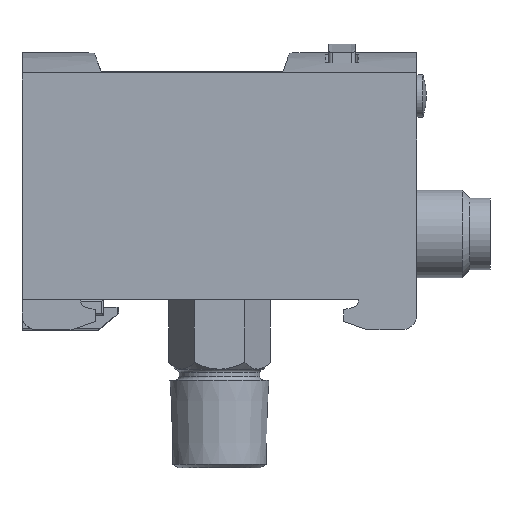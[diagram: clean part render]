
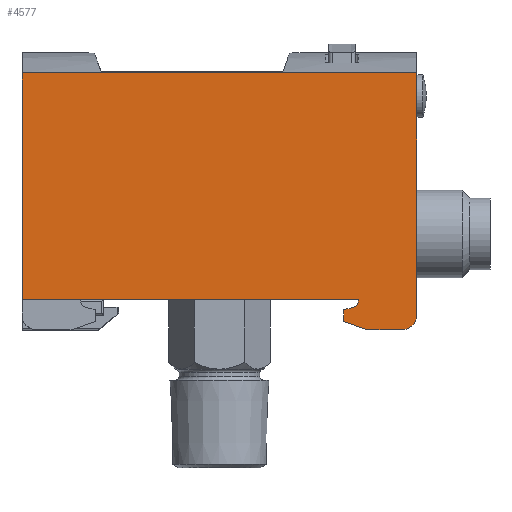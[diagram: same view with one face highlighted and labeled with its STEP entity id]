
A CAD part, left-side view. The second image highlights one B-rep face of the part: STEP entity #4577.
In plain terms, the highlighted planar face has unit normal (-1, 0, 0).
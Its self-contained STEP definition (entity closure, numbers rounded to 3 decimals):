
#159=PLANE('',#4875);
#227=LINE('',#6066,#539);
#245=LINE('',#6105,#557);
#369=LINE('',#6643,#681);
#372=LINE('',#6649,#684);
#375=LINE('',#6655,#687);
#378=LINE('',#6661,#690);
#380=LINE('',#6667,#692);
#402=LINE('',#6740,#714);
#539=VECTOR('',#5063,1000.);
#557=VECTOR('',#5085,1000.);
#681=VECTOR('',#5487,1000.);
#684=VECTOR('',#5492,1000.);
#687=VECTOR('',#5497,1000.);
#690=VECTOR('',#5502,1000.);
#692=VECTOR('',#5512,1000.);
#714=VECTOR('',#5596,1000.);
#1350=ORIENTED_EDGE('',*,*,#1828,.F.);
#1351=ORIENTED_EDGE('',*,*,#2083,.F.);
#1352=ORIENTED_EDGE('',*,*,#2084,.F.);
#1353=ORIENTED_EDGE('',*,*,#2036,.F.);
#1354=ORIENTED_EDGE('',*,*,#2039,.F.);
#1355=ORIENTED_EDGE('',*,*,#2042,.F.);
#1356=ORIENTED_EDGE('',*,*,#2045,.T.);
#1357=ORIENTED_EDGE('',*,*,#2047,.T.);
#1358=ORIENTED_EDGE('',*,*,#1809,.T.);
#1359=ORIENTED_EDGE('',*,*,#2049,.F.);
#1809=EDGE_CURVE('',#2283,#2282,#227,.T.);
#1828=EDGE_CURVE('',#2301,#2302,#245,.T.);
#2036=EDGE_CURVE('',#2449,#2447,#369,.T.);
#2039=EDGE_CURVE('',#2451,#2449,#372,.T.);
#2042=EDGE_CURVE('',#2453,#2451,#375,.T.);
#2045=EDGE_CURVE('',#2453,#2455,#378,.T.);
#2047=EDGE_CURVE('',#2455,#2283,#2655,.F.);
#2049=EDGE_CURVE('',#2302,#2282,#380,.T.);
#2083=EDGE_CURVE('',#2476,#2301,#402,.T.);
#2084=EDGE_CURVE('',#2447,#2476,#2668,.F.);
#2282=VERTEX_POINT('',#6065);
#2283=VERTEX_POINT('',#6067);
#2301=VERTEX_POINT('',#6104);
#2302=VERTEX_POINT('',#6106);
#2447=VERTEX_POINT('',#6638);
#2449=VERTEX_POINT('',#6642);
#2451=VERTEX_POINT('',#6648);
#2453=VERTEX_POINT('',#6654);
#2455=VERTEX_POINT('',#6660);
#2476=VERTEX_POINT('',#6741);
#2655=CIRCLE('',#4843,2.);
#2668=CIRCLE('',#4876,1.1);
#2855=EDGE_LOOP('',(#1350,#1351,#1352,#1353,#1354,#1355,#1356,#1357,#1358,
#1359));
#3119=FACE_BOUND('',#2855,.T.);
#4577=ADVANCED_FACE('',(#3119),#159,.F.);
#4843=AXIS2_PLACEMENT_3D('',#6664,#5507,#5508);
#4875=AXIS2_PLACEMENT_3D('',#6739,#5594,#5595);
#4876=AXIS2_PLACEMENT_3D('',#6742,#5597,#5598);
#5063=DIRECTION('',(0.,0.,1.));
#5085=DIRECTION('',(0.,0.,1.));
#5487=DIRECTION('',(0.,-0.966,0.259));
#5492=DIRECTION('',(0.,0.,1.));
#5497=DIRECTION('',(0.,0.94,0.342));
#5502=DIRECTION('',(0.,-1.,0.));
#5507=DIRECTION('',(1.,0.,0.));
#5508=DIRECTION('',(0.,0.,-1.));
#5512=DIRECTION('',(0.,-1.,0.));
#5594=DIRECTION('',(1.,0.,0.));
#5595=DIRECTION('',(0.,0.,-1.));
#5596=DIRECTION('',(0.,1.,0.));
#5597=DIRECTION('',(1.,0.,0.));
#5598=DIRECTION('',(0.,0.,-1.));
#6065=CARTESIAN_POINT('',(-16.,0.,16.105));
#6066=CARTESIAN_POINT('',(-16.,0.,-19.));
#6067=CARTESIAN_POINT('',(-16.,0.,-17.));
#6104=CARTESIAN_POINT('',(-16.,54.,-14.9));
#6105=CARTESIAN_POINT('',(-16.,54.,-19.));
#6106=CARTESIAN_POINT('',(-16.,54.,16.105));
#6638=CARTESIAN_POINT('',(-16.,8.563,-15.895));
#6642=CARTESIAN_POINT('',(-16.,10.,-16.28));
#6643=CARTESIAN_POINT('',(-16.,51.733,-27.462));
#6648=CARTESIAN_POINT('',(-16.,10.,-17.85));
#6649=CARTESIAN_POINT('',(-16.,10.,-19.));
#6654=CARTESIAN_POINT('',(-16.,6.84,-19.));
#6655=CARTESIAN_POINT('',(-16.,48.483,-3.843));
#6660=CARTESIAN_POINT('',(-16.,2.,-19.));
#6661=CARTESIAN_POINT('',(-16.,54.,-19.));
#6664=CARTESIAN_POINT('',(-16.,2.,-17.));
#6667=CARTESIAN_POINT('',(-16.,54.,16.105));
#6739=CARTESIAN_POINT('',(-16.,54.,-19.));
#6740=CARTESIAN_POINT('',(-16.,54.,-14.9));
#6741=CARTESIAN_POINT('',(-16.,8.,-14.9));
#6742=CARTESIAN_POINT('',(-16.,9.099,-14.935));
